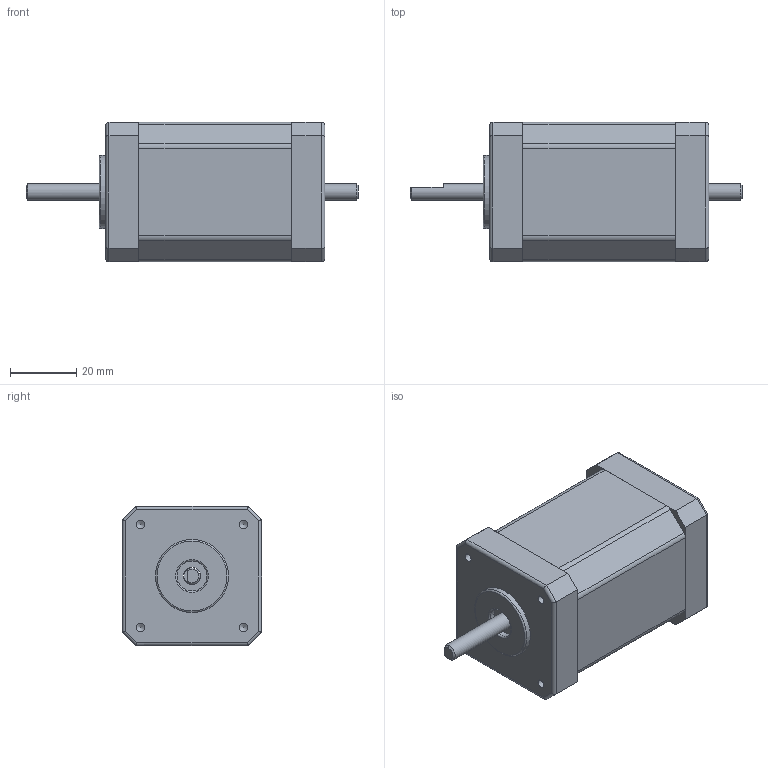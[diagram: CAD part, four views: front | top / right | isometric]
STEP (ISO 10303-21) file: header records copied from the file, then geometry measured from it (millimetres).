
FILE_DESCRIPTION(('FreeCAD Model'),'2;1');
FILE_NAME('Open CASCADE Shape Model','2021-02-05T14:47:35',('Author'),( ''),'Open CASCADE STEP processor 7.4','FreeCAD','Unknown');
FILE_SCHEMA(('AUTOMOTIVE_DESIGN { 1 0 10303 214 1 1 1 1 }'));
Length unit declared in the file: millimetre
Products named in the file (22): Model; LCS_Origin; Shaft; LCS_0001; Body; LCS_1; LCS_2; TopCap; LCS_0; Body002; LCS_3; Mutter; LCS_0004; Body004; MiddlePart; LCS_0002; Body001; LCS_1001; EndCap; LCS_0003; Body003; LCS_4
Assembly tree (21 placements, depth 3):
  Model
    LCS_Origin
    Shaft
      LCS_0001
      Body
      LCS_1
      LCS_2
    TopCap
      LCS_0
      Body002
      LCS_3
    Mutter
      LCS_0004
      Body004
    MiddlePart
      LCS_0002
      Body001
      LCS_1001
    EndCap
      LCS_0003
      Body003
      LCS_4
Bounding box: 100 x 42 x 42 mm (x, y, z)
Volume: 111277.8 mm3; surface area: 23987.1 mm2
Topology: 5 solids, 5 shells, 82 faces, 189 edges, 118 vertices
Faces by surface type: plane 37, cylinder 35, cone 7, torus 3
Full cylindrical faces by diameter (mm): 2.5 x4, 5 x1, 5.2 x2, 7 x1, 9 x2, 22 x1
Entity records: 5355 total; most frequent: CARTESIAN_POINT 1095, DIRECTION 783, LINE 414, VECTOR 414, ORIENTED_EDGE 370, PCURVE 370, DEFINITIONAL_REPRESENTATION 370, EDGE_CURVE 185
